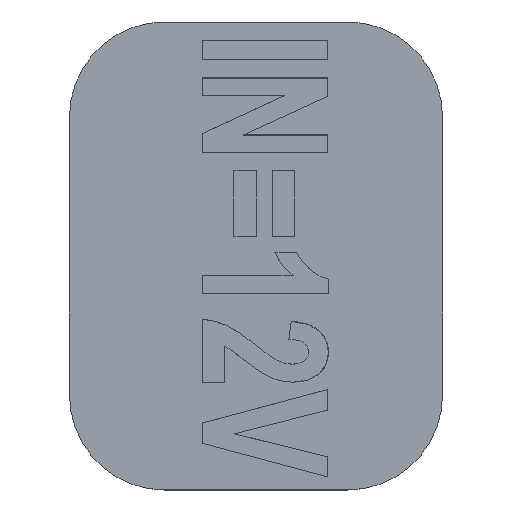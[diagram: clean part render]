
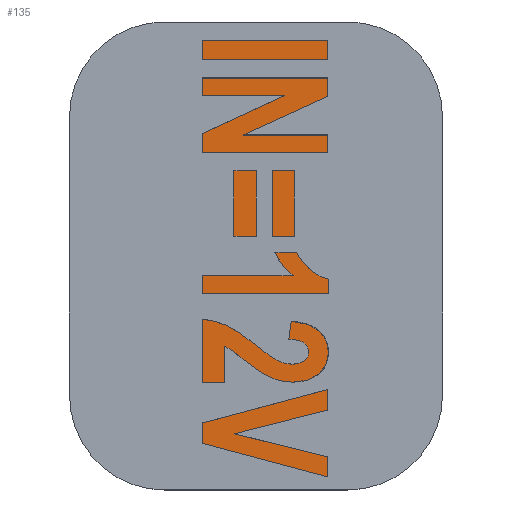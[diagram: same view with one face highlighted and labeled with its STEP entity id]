
A CAD part, top view. The second image highlights one B-rep face of the part: STEP entity #135.
In plain terms, the highlighted planar face has unit normal (0, 0, 1).
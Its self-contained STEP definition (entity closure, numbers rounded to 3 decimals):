
#135=ADVANCED_FACE('',(#821),#823,.T.);
#821=FACE_BOUND('',#822,.T.);
#822=EDGE_LOOP('',(#1351,#1352,#1353,#1354,#1355,#1356,#1357,#1358));
#823=PLANE('',#824);
#824=AXIS2_PLACEMENT_3D('',#825,#826,#827);
#825=CARTESIAN_POINT('',(0.,0.,0.8));
#826=DIRECTION('',(0.,0.,1.));
#827=DIRECTION('',(-1.,0.,0.));
#1351=ORIENTED_EDGE('',*,*,#1825,.T.);
#1352=ORIENTED_EDGE('',*,*,#1829,.T.);
#1353=ORIENTED_EDGE('',*,*,#1832,.T.);
#1354=ORIENTED_EDGE('',*,*,#1835,.T.);
#1355=ORIENTED_EDGE('',*,*,#1838,.T.);
#1356=ORIENTED_EDGE('',*,*,#1841,.T.);
#1357=ORIENTED_EDGE('',*,*,#1844,.T.);
#1358=ORIENTED_EDGE('',*,*,#1846,.T.);
#1825=EDGE_CURVE('',#2050,#2048,#2051,.T.);
#1829=EDGE_CURVE('',#2048,#2055,#2057,.T.);
#1832=EDGE_CURVE('',#2055,#2060,#2062,.T.);
#1835=EDGE_CURVE('',#2060,#2065,#2067,.T.);
#1838=EDGE_CURVE('',#2065,#2070,#2072,.T.);
#1841=EDGE_CURVE('',#2070,#2075,#2077,.T.);
#1844=EDGE_CURVE('',#2075,#2080,#2082,.T.);
#1846=EDGE_CURVE('',#2080,#2050,#2084,.T.);
#2048=VERTEX_POINT('',#2420);
#2050=VERTEX_POINT('',#2424);
#2051=LINE('',#2425,#2426);
#2055=VERTEX_POINT('',#2436);
#2057=CIRCLE('',#2440,3.);
#2060=VERTEX_POINT('',#2448);
#2062=LINE('',#2452,#2453);
#2065=VERTEX_POINT('',#2460);
#2067=CIRCLE('',#2464,3.);
#2070=VERTEX_POINT('',#2472);
#2072=LINE('',#2476,#2477);
#2075=VERTEX_POINT('',#2484);
#2077=CIRCLE('',#2488,3.);
#2080=VERTEX_POINT('',#2496);
#2082=LINE('',#2500,#2501);
#2084=CIRCLE('',#2507,3.);
#2420=CARTESIAN_POINT('',(-3.,-14.8,0.8));
#2424=CARTESIAN_POINT('',(-8.8,-14.8,0.8));
#2425=CARTESIAN_POINT('',(-8.8,-14.8,0.8));
#2426=VECTOR('',#2427,1.);
#2427=DIRECTION('',(1.,0.,0.));
#2436=CARTESIAN_POINT('',(0.,-11.8,0.8));
#2440=AXIS2_PLACEMENT_3D('',#2441,#2442,#2443);
#2441=CARTESIAN_POINT('',(-3.,-11.8,0.8));
#2442=DIRECTION('',(0.,0.,1.));
#2443=DIRECTION('',(0.,-1.,0.));
#2448=CARTESIAN_POINT('',(0.,-3.,0.8));
#2452=CARTESIAN_POINT('',(0.,-11.8,0.8));
#2453=VECTOR('',#2454,1.);
#2454=DIRECTION('',(0.,1.,0.));
#2460=CARTESIAN_POINT('',(-3.,0.,0.8));
#2464=AXIS2_PLACEMENT_3D('',#2465,#2466,#2467);
#2465=CARTESIAN_POINT('',(-3.,-3.,0.8));
#2466=DIRECTION('',(0.,0.,1.));
#2467=DIRECTION('',(1.,0.,0.));
#2472=CARTESIAN_POINT('',(-8.8,0.,0.8));
#2476=CARTESIAN_POINT('',(-3.,0.,0.8));
#2477=VECTOR('',#2478,1.);
#2478=DIRECTION('',(-1.,0.,0.));
#2484=CARTESIAN_POINT('',(-11.8,-3.,0.8));
#2488=AXIS2_PLACEMENT_3D('',#2489,#2490,#2491);
#2489=CARTESIAN_POINT('',(-8.8,-3.,0.8));
#2490=DIRECTION('',(0.,0.,1.));
#2491=DIRECTION('',(0.,1.,0.));
#2496=CARTESIAN_POINT('',(-11.8,-11.8,0.8));
#2500=CARTESIAN_POINT('',(-11.8,-3.,0.8));
#2501=VECTOR('',#2502,1.);
#2502=DIRECTION('',(0.,-1.,0.));
#2507=AXIS2_PLACEMENT_3D('',#2508,#2509,#2510);
#2508=CARTESIAN_POINT('',(-8.8,-11.8,0.8));
#2509=DIRECTION('',(0.,0.,1.));
#2510=DIRECTION('',(-1.,0.,0.));
